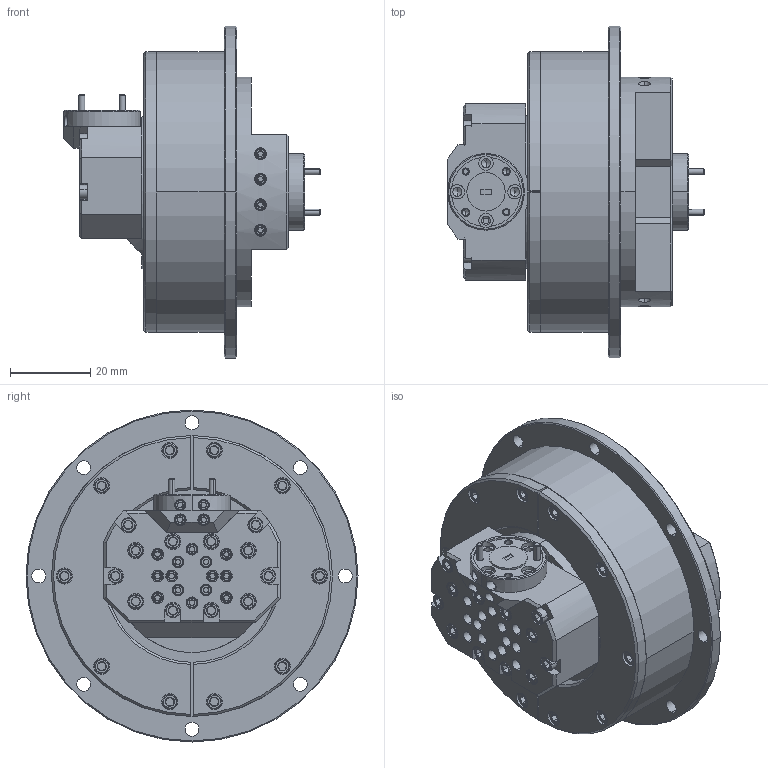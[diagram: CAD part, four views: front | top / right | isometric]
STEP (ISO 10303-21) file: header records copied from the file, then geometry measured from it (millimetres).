
FILE_DESCRIPTION (( 'STEP AP214' ), '1' );
FILE_NAME ('AN-R10I-R10R-A, Defeatured.STEP', '2024-04-18T17:13:05', ( '' ), ( '' ), 'SwSTEP 2.0', 'SolidWorks 2021', '' );
FILE_SCHEMA (( 'AUTOMOTIVE_DESIGN' ));
Length unit declared in the file: inch
Products named in the file (1): AN-R10I-R10R-A, Defeatured
Bounding box: 63.79 x 82.55 x 82.55 mm (x, y, z)
Volume: 134842.8 mm3; surface area: 31338 mm2
Topology: 1 solids, 1 shells, 1775 faces, 3666 edges, 2082 vertices
Faces by surface type: cone 740, plane 666, cylinder 369
Entity records: 47440 total; most frequent: CARTESIAN_POINT 10033, DIRECTION 8185, ORIENTED_EDGE 7292, EDGE_CURVE 3646, AXIS2_PLACEMENT_3D 3245, VERTEX_POINT 2082, EDGE_LOOP 2016, ADVANCED_FACE 1775
